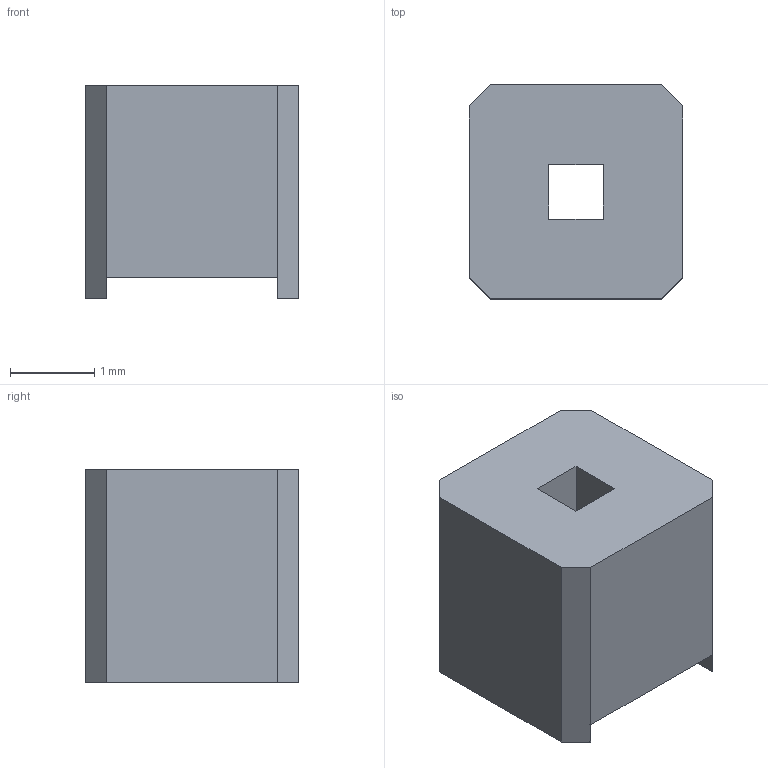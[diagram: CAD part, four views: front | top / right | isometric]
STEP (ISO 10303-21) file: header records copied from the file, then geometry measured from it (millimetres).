
FILE_DESCRIPTION(/* description */ ('STEP AP242','CAx-IF Rec.Pracs.---Representation and Presentation of Product Manufacturing Information (PMI)---4.0---2014-10-13','CAx-IF Rec.Pracs.---3D Tessellated Geometry---0.4---2014-09-14','2;1'),/* implementation_level */ '2;1');
FILE_NAME(/* name */ 'Assembly 3 - zl201-19_p2-54_l48-3_w2-54_h8-9 (7)',/* time_stamp */ '2024-08-31T21:15:59Z',/* author */ (''),/* organization */ (''),/* preprocessor_version */ 'ST-DEVELOPER v20',/* originating_system */ ' ',/* authorisation */ ' ');
FILE_SCHEMA (('AP242_MANAGED_MODEL_BASED_3D_ENGINEERING_MIM_LF { 1 0 10303 442 1 1 4 }'));
Length unit declared in the file: millimetre
Products named in the file (1): zl201-19_p2-54_l48-3_w2-54_h8-9
Bounding box: 2.54 x 2.54 x 2.54 mm (x, y, z)
Volume: 13.8 mm3; surface area: 42.3 mm2
Topology: 1 solids, 1 shells, 18 faces, 44 edges, 28 vertices
Faces by surface type: plane 18
Entity records: 542 total; most frequent: CARTESIAN_POINT 91, ORIENTED_EDGE 88, DIRECTION 82, EDGE_CURVE 44, LINE 44, VECTOR 44, VERTEX_POINT 28, EDGE_LOOP 20
